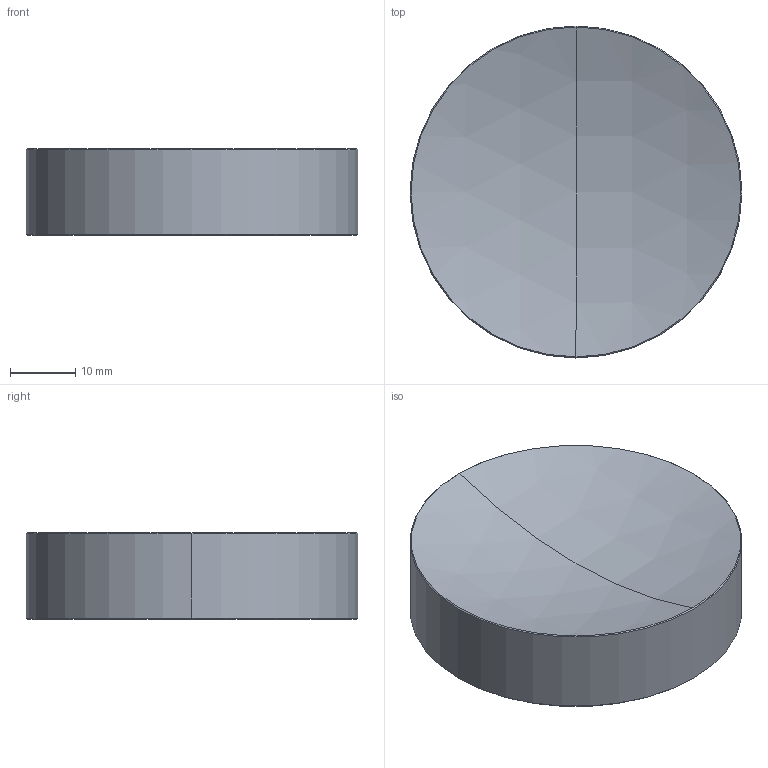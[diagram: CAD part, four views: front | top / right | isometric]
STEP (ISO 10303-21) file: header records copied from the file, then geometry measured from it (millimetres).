
FILE_DESCRIPTION (( 'STEP AP203' ), '1' );
FILE_NAME ('24636-E0W.STEP', '2012-08-29T13:53:56', ( 'Admin' ), ( '' ), 'SwSTEP 2.0', 'SolidWorks 2011', '' );
FILE_SCHEMA (( 'CONFIG_CONTROL_DESIGN' ));
Length unit declared in the file: inch
Products named in the file (1): 24636-E0W
Bounding box: 50.8 x 50.8 x 13.31 mm (x, y, z)
Surface area: 6202.8 mm2 (no closed solid volume)
Topology: 0 solids, 1 shells, 43 faces, 268 edges, 261 vertices
Faces by surface type: plane 35, cone 4, sphere 2, cylinder 2
Entity records: 4905 total; most frequent: CARTESIAN_POINT 2859, ORIENTED_EDGE 536, EDGE_CURVE 268, VERTEX_POINT 261, DIRECTION 223, B_SPLINE_CURVE_WITH_KNOTS 145, VECTOR 111, LINE 111
